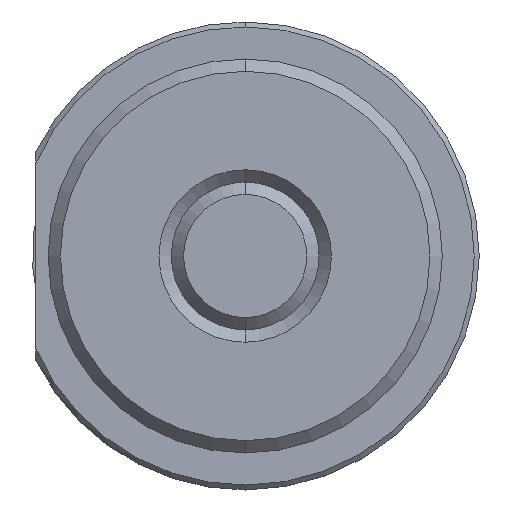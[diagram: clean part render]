
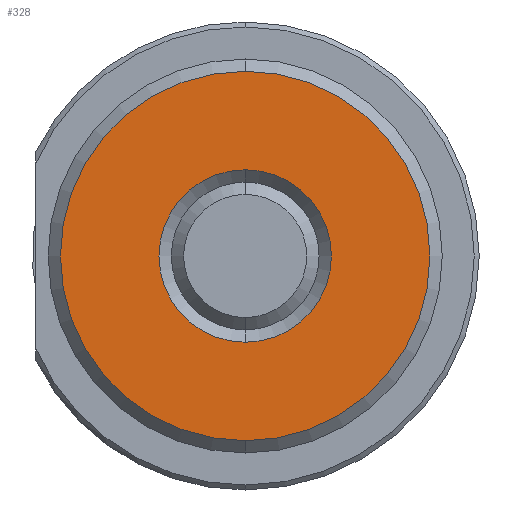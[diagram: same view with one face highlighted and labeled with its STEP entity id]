
A CAD part, left-side view. The second image highlights one B-rep face of the part: STEP entity #328.
In plain terms, the highlighted planar face has unit normal (-1, 0, 0).
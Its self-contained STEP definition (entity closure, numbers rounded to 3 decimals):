
#12 = FACE_BOUND ( 'NONE', #2153, .T. ) ;
#16 = FACE_OUTER_BOUND ( 'NONE', #1977, .T. ) ;
#328 = ADVANCED_FACE ( 'NONE', ( #12, #16 ), #1678, .F. ) ;
#390 = CARTESIAN_POINT ( 'NONE',  ( 0., 0., 0. ) ) ;
#391 = DIRECTION ( 'NONE',  ( 1., 0., 0. ) ) ;
#392 = DIRECTION ( 'NONE',  ( 0., 0., -1. ) ) ;
#510 = CARTESIAN_POINT ( 'NONE',  ( 0., 0., 0. ) ) ;
#511 = DIRECTION ( 'NONE',  ( -1., 0., 0. ) ) ;
#512 = DIRECTION ( 'NONE',  ( 0., 0., -1. ) ) ;
#618 = CARTESIAN_POINT ( 'NONE',  ( 0., 0., 0. ) ) ;
#625 = DIRECTION ( 'NONE',  ( 1., 0., 0. ) ) ;
#626 = DIRECTION ( 'NONE',  ( 0., 0., -1. ) ) ;
#636 = CARTESIAN_POINT ( 'NONE',  ( 0., 0., 0. ) ) ;
#642 = DIRECTION ( 'NONE',  ( -1., 0., 0. ) ) ;
#643 = DIRECTION ( 'NONE',  ( 0., 0., -1. ) ) ;
#933 = AXIS2_PLACEMENT_3D ( 'NONE', #510, #511, #512 ) ;
#962 = CIRCLE ( 'NONE', #2788, 3.5 ) ;
#1008 = CIRCLE ( 'NONE', #933, 7.5 ) ;
#1070 = CIRCLE ( 'NONE', #2796, 3.5 ) ;
#1077 = CIRCLE ( 'NONE', #1175, 7.5 ) ;
#1175 = AXIS2_PLACEMENT_3D ( 'NONE', #636, #642, #643 ) ;
#1267 = VERTEX_POINT ( 'NONE', #1783 ) ;
#1272 = VERTEX_POINT ( 'NONE', #1788 ) ;
#1296 = VERTEX_POINT ( 'NONE', #1812 ) ;
#1333 = VERTEX_POINT ( 'NONE', #1849 ) ;
#1677 = CARTESIAN_POINT ( 'NONE',  ( 0., 3., 0. ) ) ;
#1678 = PLANE ( 'NONE',  #2731 ) ;
#1679 = DIRECTION ( 'NONE',  ( 1., 0., 0. ) ) ;
#1680 = DIRECTION ( 'NONE',  ( 0., 0., -1. ) ) ;
#1783 = CARTESIAN_POINT ( 'NONE',  ( 0., 0., 3.5 ) ) ;
#1788 = CARTESIAN_POINT ( 'NONE',  ( 0., 0., -3.5 ) ) ;
#1812 = CARTESIAN_POINT ( 'NONE',  ( 0., 0., -7.5 ) ) ;
#1849 = CARTESIAN_POINT ( 'NONE',  ( 0., 0., 7.5 ) ) ;
#1977 = EDGE_LOOP ( 'NONE', ( #1983, #2002 ) ) ;
#1983 = ORIENTED_EDGE ( 'NONE', *, *, #2646, .T. ) ;
#1987 = ORIENTED_EDGE ( 'NONE', *, *, #2562, .T. ) ;
#1989 = ORIENTED_EDGE ( 'NONE', *, *, #2640, .T. ) ;
#2002 = ORIENTED_EDGE ( 'NONE', *, *, #2596, .T. ) ;
#2153 = EDGE_LOOP ( 'NONE', ( #1987, #1989 ) ) ;
#2562 = EDGE_CURVE ( 'NONE', #1267, #1272, #962, .T. ) ;
#2596 = EDGE_CURVE ( 'NONE', #1333, #1296, #1008, .T. ) ;
#2640 = EDGE_CURVE ( 'NONE', #1272, #1267, #1070, .T. ) ;
#2646 = EDGE_CURVE ( 'NONE', #1296, #1333, #1077, .T. ) ;
#2731 = AXIS2_PLACEMENT_3D ( 'NONE', #1677, #1679, #1680 ) ;
#2788 = AXIS2_PLACEMENT_3D ( 'NONE', #390, #391, #392 ) ;
#2796 = AXIS2_PLACEMENT_3D ( 'NONE', #618, #625, #626 ) ;
